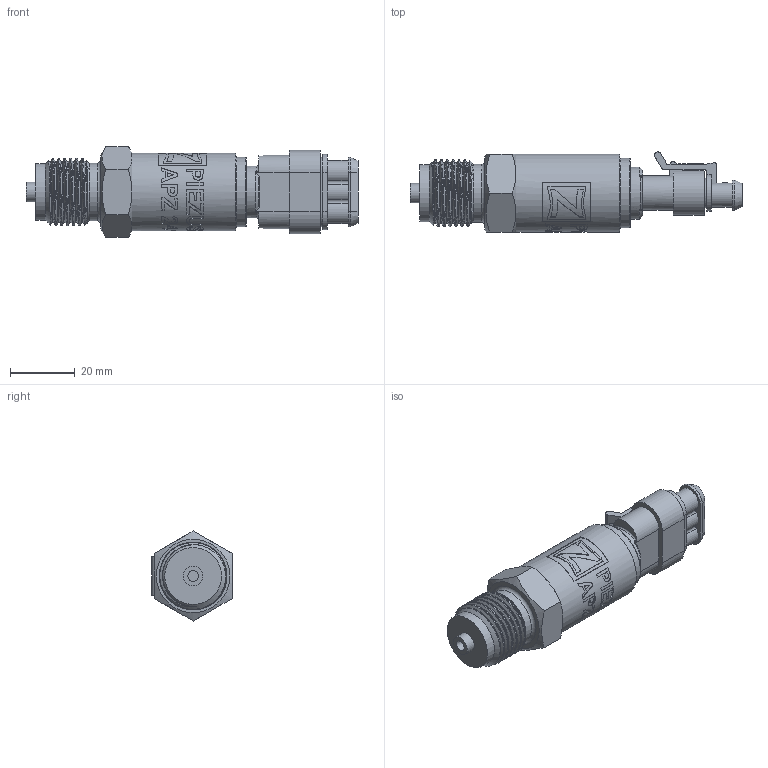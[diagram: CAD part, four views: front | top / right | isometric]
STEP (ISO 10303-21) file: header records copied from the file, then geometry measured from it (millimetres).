
FILE_DESCRIPTION(/* description */ (''),/* implementation_level */ '2;1');
FILE_NAME(/* name */ 'APZ2410_G1''2EN_AMP.step',/* time_stamp */ '2021-07-19T10:21:56+03:00',/* author */ (''),/* organization */ (''),/* preprocessor_version */ 'ST-DEVELOPER v18.1',/* originating_system */ 'Autodesk Translation Framework v10.9.0.1377',/* authorisation */ '');
FILE_SCHEMA (('AUTOMOTIVE_DESIGN { 1 0 10303 214 3 1 1 }'));
Products named in the file (5): АПЗ 2422 (2412,2410) - filled; G1/2 EN; Адаптер AMP; Superseal male v3; Superseal female v3
Assembly tree (4 placements, depth 2):
  АПЗ 2422 (2412,2410) - filled
    G1/2 EN
    Адаптер AMP
    Superseal male v3
    Superseal female v3
Bounding box: 102.18 x 24.7 x 27.71 mm (x, y, z)
Volume: 32192.1 mm3; surface area: 17193.2 mm2
Topology: 12 solids, 12 shells, 1329 faces, 3554 edges, 2314 vertices
Faces by surface type: plane 682, bspline 282, cylinder 255, torus 83, cone 27
Full cylindrical faces by diameter (mm): 1 x3, 3.3 x1, 3.4 x6, 3.9 x3, 4.4 x6, 5.5 x3, 5.9 x3, 6 x1, 16 x1, 17.5 x1, 17.8 x1, 18.25 x1, 18.631 x6, 19.15 x1, 20.85 x2, 21.35 x1, 24 x1
Entity records: 52188 total; most frequent: CARTESIAN_POINT 20361, ORIENTED_EDGE 7108, DIRECTION 5702, EDGE_CURVE 3554, VERTEX_POINT 2314, LINE 2100, VECTOR 2100, AXIS2_PLACEMENT_3D 1801
